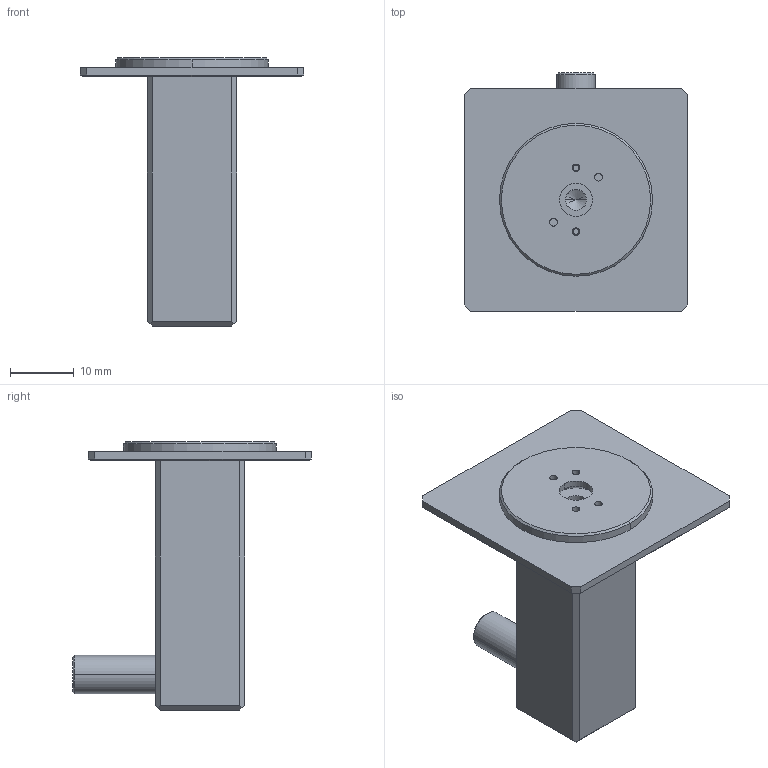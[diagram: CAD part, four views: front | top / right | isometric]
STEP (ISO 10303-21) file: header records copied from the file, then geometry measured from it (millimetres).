
FILE_DESCRIPTION(('Creo Elements/Direct Modeling STEP Export'),'2;1');
FILE_NAME('2106-42.stp','2021-05-26T14:47:45',(''),(''),'Creo Elements/Direct Modeling STEP processor for AP214 (Solid Model)','Creo Elements/Direct Modeling 20.0 12-Nov-2016 (C) Parametric Technology GmbH','');
FILE_SCHEMA(('AUTOMOTIVE_DESIGN { 1 0 10303 214 1 1 1 1 }'));
Length unit declared in the file: millimetre
Products named in the file (5): Stütze; Stift; Platte; Passstift; 2106_42
Assembly tree (5 placements, depth 2):
  2106_42
    Passstift
    Platte
    Stift  x2
    Stütze
Bounding box: 35 x 37.5 x 42.1 mm (x, y, z)
Volume: 10287.2 mm3; surface area: 6069.2 mm2
Topology: 5 solids, 5 shells, 99 faces, 222 edges, 139 vertices
Faces by surface type: plane 45, cylinder 32, cone 22
Entity records: 2509 total; most frequent: ORIENTED_EDGE 412, DIRECTION 394, CARTESIAN_POINT 390, EDGE_CURVE 206, AXIS2_PLACEMENT_3D 135, VERTEX_POINT 131, VECTOR 124, LINE 124
